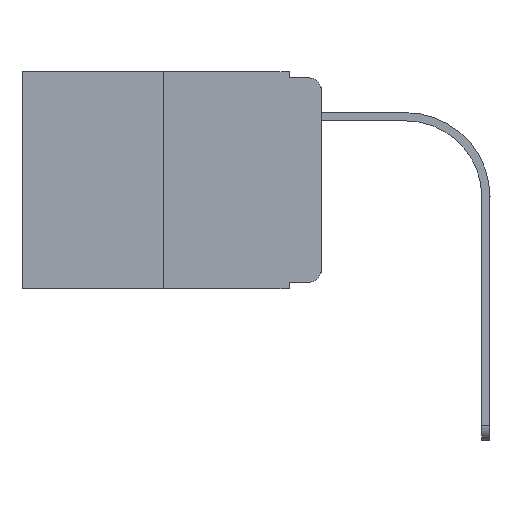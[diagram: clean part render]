
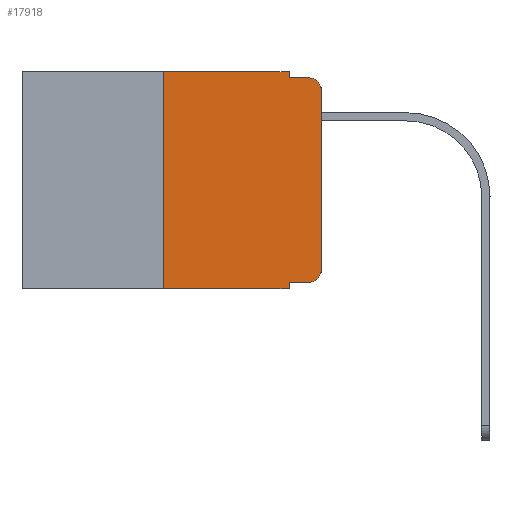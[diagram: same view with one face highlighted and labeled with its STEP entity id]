
A CAD part, left-side view. The second image highlights one B-rep face of the part: STEP entity #17918.
In plain terms, the highlighted planar face has unit normal (-1, 0, 0).
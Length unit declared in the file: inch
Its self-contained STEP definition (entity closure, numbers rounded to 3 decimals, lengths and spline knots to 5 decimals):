
#221 = CARTESIAN_POINT ( 'NONE',  ( 0., 0.051, -0.343 ) ) ;
#737 = CIRCLE ( 'NONE', #16892, 0.02 ) ;
#1043 = CARTESIAN_POINT ( 'NONE',  ( 0., 0.473, 0. ) ) ;
#1139 = AXIS2_PLACEMENT_3D ( 'NONE', #1043, #14051, #4707 ) ;
#1253 = CARTESIAN_POINT ( 'NONE',  ( 0., 0.051, -0.01 ) ) ;
#1296 = ORIENTED_EDGE ( 'NONE', *, *, #12692, .F. ) ;
#1634 = DIRECTION ( 'NONE',  ( 0., 0., -1. ) ) ;
#1641 = DIRECTION ( 'NONE',  ( 0., -1., 0. ) ) ;
#2559 = VERTEX_POINT ( 'NONE', #23075 ) ;
#3824 = CARTESIAN_POINT ( 'NONE',  ( 0., 0.02, -0.01 ) ) ;
#4707 = DIRECTION ( 'NONE',  ( 0., 0., -1. ) ) ;
#4727 = VERTEX_POINT ( 'NONE', #8285 ) ;
#5174 = LINE ( 'NONE', #12626, #12960 ) ;
#5399 = LINE ( 'NONE', #7521, #19832 ) ;
#5547 = EDGE_CURVE ( 'NONE', #17064, #8731, #11579, .T. ) ;
#5590 = EDGE_CURVE ( 'NONE', #7504, #12384, #17276, .T. ) ;
#5719 = DIRECTION ( 'NONE',  ( 0., -1., 0. ) ) ;
#5845 = CARTESIAN_POINT ( 'NONE',  ( 0., 0.02, -0.03 ) ) ;
#6341 = LINE ( 'NONE', #20965, #10504 ) ;
#6346 = CARTESIAN_POINT ( 'NONE',  ( 0., 0.051, -0.01 ) ) ;
#6448 = ORIENTED_EDGE ( 'NONE', *, *, #6957, .F. ) ;
#6554 = CARTESIAN_POINT ( 'NONE',  ( 0., 0.25, 0. ) ) ;
#6663 = DIRECTION ( 'NONE',  ( 0., -1., 0. ) ) ;
#6711 = ORIENTED_EDGE ( 'NONE', *, *, #22237, .T. ) ;
#6957 = EDGE_CURVE ( 'NONE', #11382, #12384, #6341, .T. ) ;
#7495 = LINE ( 'NONE', #9392, #19168 ) ;
#7504 = VERTEX_POINT ( 'NONE', #21615 ) ;
#7521 = CARTESIAN_POINT ( 'NONE',  ( 0., 0.051, 0. ) ) ;
#8076 = CARTESIAN_POINT ( 'NONE',  ( 0., 0., -0.03 ) ) ;
#8094 = LINE ( 'NONE', #6554, #10817 ) ;
#8285 = CARTESIAN_POINT ( 'NONE',  ( 0., 0., -0.313 ) ) ;
#8731 = VERTEX_POINT ( 'NONE', #3824 ) ;
#9358 = ORIENTED_EDGE ( 'NONE', *, *, #15418, .F. ) ;
#9392 = CARTESIAN_POINT ( 'NONE',  ( 0., 0.051, -0.333 ) ) ;
#9613 = CARTESIAN_POINT ( 'NONE',  ( 0., 0.473, 0. ) ) ;
#10111 = DIRECTION ( 'NONE',  ( 0., 0., 1. ) ) ;
#10407 = ORIENTED_EDGE ( 'NONE', *, *, #5547, .T. ) ;
#10504 = VECTOR ( 'NONE', #20856, 39.37008 ) ;
#10817 = VECTOR ( 'NONE', #10111, 39.37008 ) ;
#11281 = DIRECTION ( 'NONE',  ( 0., 0., -1. ) ) ;
#11283 = EDGE_CURVE ( 'NONE', #4727, #17064, #5174, .T. ) ;
#11382 = VERTEX_POINT ( 'NONE', #16831 ) ;
#11549 = VERTEX_POINT ( 'NONE', #1253 ) ;
#11579 = CIRCLE ( 'NONE', #22906, 0.02 ) ;
#12170 = PLANE ( 'NONE',  #1139 ) ;
#12384 = VERTEX_POINT ( 'NONE', #221 ) ;
#12626 = CARTESIAN_POINT ( 'NONE',  ( 0., 0., 0. ) ) ;
#12692 = EDGE_CURVE ( 'NONE', #11549, #8731, #22502, .T. ) ;
#12960 = VECTOR ( 'NONE', #17682, 39.37008 ) ;
#12978 = ORIENTED_EDGE ( 'NONE', *, *, #11283, .T. ) ;
#13053 = DIRECTION ( 'NONE',  ( -1., 0., 0. ) ) ;
#14051 = DIRECTION ( 'NONE',  ( 1., 0., 0. ) ) ;
#14200 = VERTEX_POINT ( 'NONE', #16469 ) ;
#14435 = EDGE_CURVE ( 'NONE', #7504, #2559, #8094, .T. ) ;
#14599 = CARTESIAN_POINT ( 'NONE',  ( 0., 0.02, -0.313 ) ) ;
#14956 = ORIENTED_EDGE ( 'NONE', *, *, #14435, .F. ) ;
#15262 = LINE ( 'NONE', #9613, #18787 ) ;
#15335 = VECTOR ( 'NONE', #6663, 39.37008 ) ;
#15418 = EDGE_CURVE ( 'NONE', #21798, #11549, #5399, .T. ) ;
#16469 = CARTESIAN_POINT ( 'NONE',  ( 0., 0.02, -0.333 ) ) ;
#16790 = EDGE_CURVE ( 'NONE', #11382, #14200, #7495, .T. ) ;
#16831 = CARTESIAN_POINT ( 'NONE',  ( 0., 0.051, -0.333 ) ) ;
#16892 = AXIS2_PLACEMENT_3D ( 'NONE', #14599, #21786, #21905 ) ;
#17064 = VERTEX_POINT ( 'NONE', #8076 ) ;
#17191 = ORIENTED_EDGE ( 'NONE', *, *, #16790, .T. ) ;
#17276 = LINE ( 'NONE', #18945, #15335 ) ;
#17682 = DIRECTION ( 'NONE',  ( 0., 0., 1. ) ) ;
#17898 = VECTOR ( 'NONE', #20740, 39.37008 ) ;
#17918 = ADVANCED_FACE ( 'NONE', ( #20877 ), #12170, .F. ) ;
#18787 = VECTOR ( 'NONE', #5719, 39.37008 ) ;
#18945 = CARTESIAN_POINT ( 'NONE',  ( 0., 0.473, -0.343 ) ) ;
#19168 = VECTOR ( 'NONE', #1641, 39.37008 ) ;
#19301 = ORIENTED_EDGE ( 'NONE', *, *, #5590, .T. ) ;
#19832 = VECTOR ( 'NONE', #1634, 39.37008 ) ;
#20054 = CARTESIAN_POINT ( 'NONE',  ( 0., 0.051, 0. ) ) ;
#20740 = DIRECTION ( 'NONE',  ( 0., -1., 0. ) ) ;
#20856 = DIRECTION ( 'NONE',  ( 0., 0., -1. ) ) ;
#20877 = FACE_OUTER_BOUND ( 'NONE', #22630, .T. ) ;
#20965 = CARTESIAN_POINT ( 'NONE',  ( 0., 0.051, 0. ) ) ;
#21615 = CARTESIAN_POINT ( 'NONE',  ( 0., 0.25, -0.343 ) ) ;
#21786 = DIRECTION ( 'NONE',  ( -1., 0., 0. ) ) ;
#21798 = VERTEX_POINT ( 'NONE', #20054 ) ;
#21905 = DIRECTION ( 'NONE',  ( 0., 0., -1. ) ) ;
#21918 = ORIENTED_EDGE ( 'NONE', *, *, #22876, .F. ) ;
#22237 = EDGE_CURVE ( 'NONE', #14200, #4727, #737, .T. ) ;
#22502 = LINE ( 'NONE', #6346, #17898 ) ;
#22630 = EDGE_LOOP ( 'NONE', ( #12978, #10407, #1296, #9358, #21918, #14956, #19301, #6448, #17191, #6711 ) ) ;
#22876 = EDGE_CURVE ( 'NONE', #2559, #21798, #15262, .T. ) ;
#22906 = AXIS2_PLACEMENT_3D ( 'NONE', #5845, #13053, #11281 ) ;
#23075 = CARTESIAN_POINT ( 'NONE',  ( 0., 0.25, 0. ) ) ;
